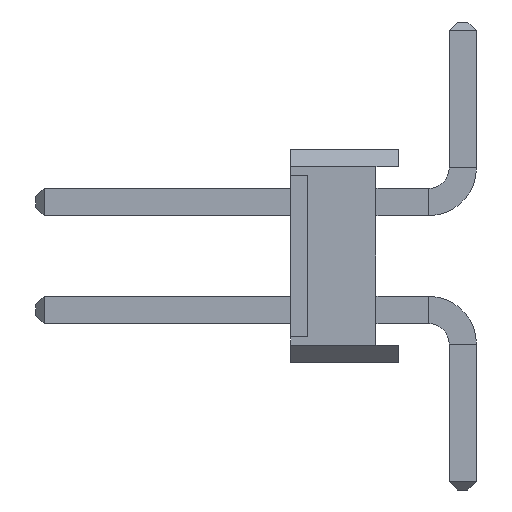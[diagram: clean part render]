
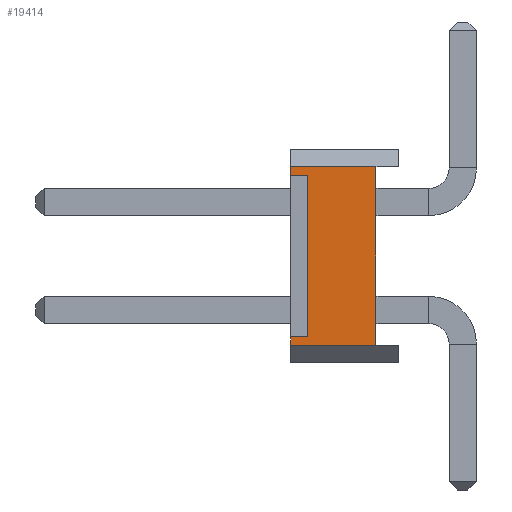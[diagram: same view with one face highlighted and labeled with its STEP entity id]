
A CAD part, left-side view. The second image highlights one B-rep face of the part: STEP entity #19414.
In plain terms, the highlighted planar face has unit normal (-1, 0, 0).
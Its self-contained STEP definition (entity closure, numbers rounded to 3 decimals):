
#798 = CARTESIAN_POINT ( 'NONE',  ( -1.27, 0.54, 2.1 ) ) ;
#2556 = DIRECTION ( 'NONE',  ( 0., 0., 1. ) ) ;
#2634 = VERTEX_POINT ( 'NONE', #8809 ) ;
#2932 = AXIS2_PLACEMENT_3D ( 'NONE', #16241, #50621, #46442 ) ;
#3305 = CARTESIAN_POINT ( 'NONE',  ( -1.27, 0.54, -2.1 ) ) ;
#5044 = ORIENTED_EDGE ( 'NONE', *, *, #42223, .F. ) ;
#6716 = VERTEX_POINT ( 'NONE', #8498 ) ;
#7266 = ORIENTED_EDGE ( 'NONE', *, *, #43339, .F. ) ;
#8264 = VERTEX_POINT ( 'NONE', #798 ) ;
#8498 = CARTESIAN_POINT ( 'NONE',  ( -1.27, 2.54, -2.1 ) ) ;
#8499 = EDGE_CURVE ( 'NONE', #6716, #9176, #50892, .T. ) ;
#8809 = CARTESIAN_POINT ( 'NONE',  ( -1.27, 2.14, -1.9 ) ) ;
#9176 = VERTEX_POINT ( 'NONE', #49735 ) ;
#10503 = VECTOR ( 'NONE', #10712, 1000. ) ;
#10712 = DIRECTION ( 'NONE',  ( 0., 0., -1. ) ) ;
#11396 = PLANE ( 'NONE',  #2932 ) ;
#12041 = ORIENTED_EDGE ( 'NONE', *, *, #47320, .F. ) ;
#12066 = CARTESIAN_POINT ( 'NONE',  ( -1.27, 2.14, 1.9 ) ) ;
#12480 = EDGE_CURVE ( 'NONE', #2634, #18507, #22470, .T. ) ;
#12916 = CARTESIAN_POINT ( 'NONE',  ( -1.27, 2.54, 2.1 ) ) ;
#13281 = DIRECTION ( 'NONE',  ( 0., -1., 0. ) ) ;
#13539 = VECTOR ( 'NONE', #13281, 1000. ) ;
#14044 = VECTOR ( 'NONE', #53078, 1000. ) ;
#16241 = CARTESIAN_POINT ( 'NONE',  ( -1.27, 2.54, -2.1 ) ) ;
#16541 = DIRECTION ( 'NONE',  ( 0., 1., 0. ) ) ;
#17510 = VECTOR ( 'NONE', #17586, 1000. ) ;
#17586 = DIRECTION ( 'NONE',  ( 0., 1., 0. ) ) ;
#18124 = EDGE_CURVE ( 'NONE', #2634, #9176, #27668, .T. ) ;
#18507 = VERTEX_POINT ( 'NONE', #37503 ) ;
#19414 = ADVANCED_FACE ( 'NONE', ( #36319 ), #11396, .F. ) ;
#19419 = LINE ( 'NONE', #22880, #14044 ) ;
#19756 = VECTOR ( 'NONE', #38320, 1000. ) ;
#22470 = LINE ( 'NONE', #26112, #19756 ) ;
#22880 = CARTESIAN_POINT ( 'NONE',  ( -1.27, 2.54, -2.1 ) ) ;
#24538 = CARTESIAN_POINT ( 'NONE',  ( -1.27, 2.54, -2.1 ) ) ;
#26112 = CARTESIAN_POINT ( 'NONE',  ( -1.27, 2.14, -1.9 ) ) ;
#26504 = EDGE_LOOP ( 'NONE', ( #53658, #52212, #47236, #52561, #7266, #12041, #5044, #53892 ) ) ;
#26814 = VECTOR ( 'NONE', #16541, 1000. ) ;
#27668 = LINE ( 'NONE', #47762, #17510 ) ;
#28178 = CARTESIAN_POINT ( 'NONE',  ( -1.27, 2.54, -2.1 ) ) ;
#29977 = VECTOR ( 'NONE', #46185, 1000. ) ;
#33789 = EDGE_CURVE ( 'NONE', #6716, #47730, #19419, .T. ) ;
#36273 = LINE ( 'NONE', #28178, #43056 ) ;
#36319 = FACE_OUTER_BOUND ( 'NONE', #26504, .T. ) ;
#37503 = CARTESIAN_POINT ( 'NONE',  ( -1.27, 2.14, 1.9 ) ) ;
#38320 = DIRECTION ( 'NONE',  ( 0., 0., 1. ) ) ;
#40286 = CARTESIAN_POINT ( 'NONE',  ( -1.27, 0.54, 2.1 ) ) ;
#40538 = VERTEX_POINT ( 'NONE', #42822 ) ;
#41630 = LINE ( 'NONE', #12066, #26814 ) ;
#42223 = EDGE_CURVE ( 'NONE', #45854, #40538, #36273, .T. ) ;
#42822 = CARTESIAN_POINT ( 'NONE',  ( -1.27, 2.54, 2.1 ) ) ;
#43056 = VECTOR ( 'NONE', #2556, 1000. ) ;
#43097 = CARTESIAN_POINT ( 'NONE',  ( -1.27, 2.54, 1.9 ) ) ;
#43339 = EDGE_CURVE ( 'NONE', #8264, #47730, #46915, .T. ) ;
#45854 = VERTEX_POINT ( 'NONE', #43097 ) ;
#46185 = DIRECTION ( 'NONE',  ( 0., 0., 1. ) ) ;
#46442 = DIRECTION ( 'NONE',  ( 0., 0., -1. ) ) ;
#46915 = LINE ( 'NONE', #40286, #10503 ) ;
#47236 = ORIENTED_EDGE ( 'NONE', *, *, #8499, .F. ) ;
#47320 = EDGE_CURVE ( 'NONE', #40538, #8264, #54692, .T. ) ;
#47730 = VERTEX_POINT ( 'NONE', #3305 ) ;
#47762 = CARTESIAN_POINT ( 'NONE',  ( -1.27, 2.14, -1.9 ) ) ;
#49735 = CARTESIAN_POINT ( 'NONE',  ( -1.27, 2.54, -1.9 ) ) ;
#50621 = DIRECTION ( 'NONE',  ( 1., 0., 0. ) ) ;
#50892 = LINE ( 'NONE', #24538, #29977 ) ;
#52212 = ORIENTED_EDGE ( 'NONE', *, *, #18124, .T. ) ;
#52561 = ORIENTED_EDGE ( 'NONE', *, *, #33789, .T. ) ;
#53078 = DIRECTION ( 'NONE',  ( 0., -1., 0. ) ) ;
#53393 = EDGE_CURVE ( 'NONE', #18507, #45854, #41630, .T. ) ;
#53658 = ORIENTED_EDGE ( 'NONE', *, *, #12480, .F. ) ;
#53892 = ORIENTED_EDGE ( 'NONE', *, *, #53393, .F. ) ;
#54692 = LINE ( 'NONE', #12916, #13539 ) ;
